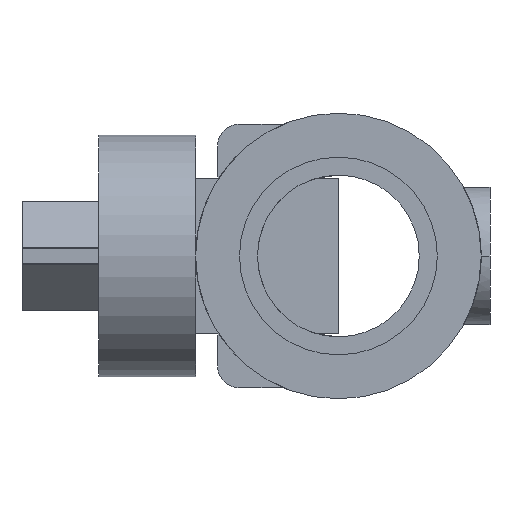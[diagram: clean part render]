
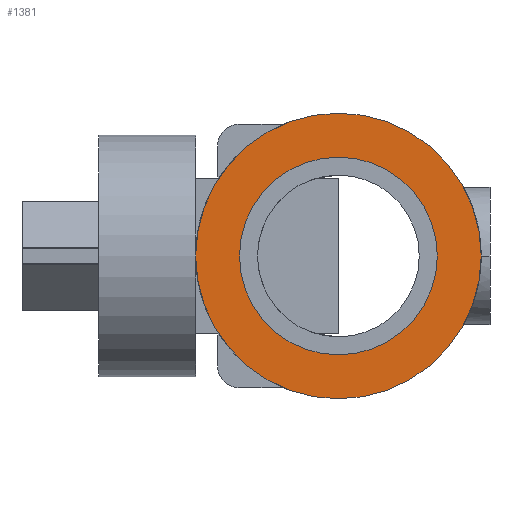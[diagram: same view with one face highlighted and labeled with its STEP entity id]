
A CAD part, left-side view. The second image highlights one B-rep face of the part: STEP entity #1381.
In plain terms, the highlighted planar face has unit normal (-1, 0, 0).
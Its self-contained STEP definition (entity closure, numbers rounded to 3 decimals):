
#47 = CARTESIAN_POINT ( 'NONE',  ( -47.5, 0., 65. ) ) ;
#168 = DIRECTION ( 'NONE',  ( -1., 0., 0. ) ) ;
#254 = CARTESIAN_POINT ( 'NONE',  ( -47.5, 0., 0. ) ) ;
#301 = ORIENTED_EDGE ( 'NONE', *, *, #1917, .F. ) ;
#335 = CARTESIAN_POINT ( 'NONE',  ( -47.5, 0., -45. ) ) ;
#477 = AXIS2_PLACEMENT_3D ( 'NONE', #845, #1471, #1323 ) ;
#513 = CIRCLE ( 'NONE', #1887, 45. ) ;
#539 = DIRECTION ( 'NONE',  ( 0., 0., 1. ) ) ;
#677 = AXIS2_PLACEMENT_3D ( 'NONE', #1347, #1016, #1526 ) ;
#691 = ORIENTED_EDGE ( 'NONE', *, *, #1406, .T. ) ;
#730 = EDGE_LOOP ( 'NONE', ( #1687, #301 ) ) ;
#732 = CIRCLE ( 'NONE', #477, 65. ) ;
#734 = CIRCLE ( 'NONE', #677, 65. ) ;
#752 = CARTESIAN_POINT ( 'NONE',  ( -47.5, 0., -65. ) ) ;
#805 = CIRCLE ( 'NONE', #1302, 45. ) ;
#819 = ORIENTED_EDGE ( 'NONE', *, *, #1768, .T. ) ;
#845 = CARTESIAN_POINT ( 'NONE',  ( -47.5, 0., 0. ) ) ;
#849 = EDGE_LOOP ( 'NONE', ( #691, #819 ) ) ;
#988 = FACE_OUTER_BOUND ( 'NONE', #849, .T. ) ;
#1000 = FACE_BOUND ( 'NONE', #730, .T. ) ;
#1016 = DIRECTION ( 'NONE',  ( -1., 0., 0. ) ) ;
#1063 = DIRECTION ( 'NONE',  ( -1., 0., 0. ) ) ;
#1302 = AXIS2_PLACEMENT_3D ( 'NONE', #1696, #168, #1426 ) ;
#1323 = DIRECTION ( 'NONE',  ( 0., 0., 1. ) ) ;
#1328 = VERTEX_POINT ( 'NONE', #47 ) ;
#1347 = CARTESIAN_POINT ( 'NONE',  ( -47.5, 0., 0. ) ) ;
#1363 = DIRECTION ( 'NONE',  ( 0., 0., 1. ) ) ;
#1381 = ADVANCED_FACE ( 'NONE', ( #988, #1000 ), #1630, .T. ) ;
#1406 = EDGE_CURVE ( 'NONE', #1328, #1955, #732, .T. ) ;
#1408 = CARTESIAN_POINT ( 'NONE',  ( -47.5, 0., 45. ) ) ;
#1426 = DIRECTION ( 'NONE',  ( 0., 0., 1. ) ) ;
#1471 = DIRECTION ( 'NONE',  ( -1., 0., 0. ) ) ;
#1507 = EDGE_CURVE ( 'NONE', #1538, #2025, #513, .T. ) ;
#1526 = DIRECTION ( 'NONE',  ( 0., 0., 1. ) ) ;
#1538 = VERTEX_POINT ( 'NONE', #1408 ) ;
#1603 = CARTESIAN_POINT ( 'NONE',  ( -47.5, 0., 0. ) ) ;
#1630 = PLANE ( 'NONE',  #1920 ) ;
#1687 = ORIENTED_EDGE ( 'NONE', *, *, #1507, .F. ) ;
#1696 = CARTESIAN_POINT ( 'NONE',  ( -47.5, 0., 0. ) ) ;
#1768 = EDGE_CURVE ( 'NONE', #1955, #1328, #734, .T. ) ;
#1887 = AXIS2_PLACEMENT_3D ( 'NONE', #254, #1063, #1363 ) ;
#1917 = EDGE_CURVE ( 'NONE', #2025, #1538, #805, .T. ) ;
#1920 = AXIS2_PLACEMENT_3D ( 'NONE', #1603, #1929, #539 ) ;
#1929 = DIRECTION ( 'NONE',  ( -1., 0., 0. ) ) ;
#1955 = VERTEX_POINT ( 'NONE', #752 ) ;
#2025 = VERTEX_POINT ( 'NONE', #335 ) ;
